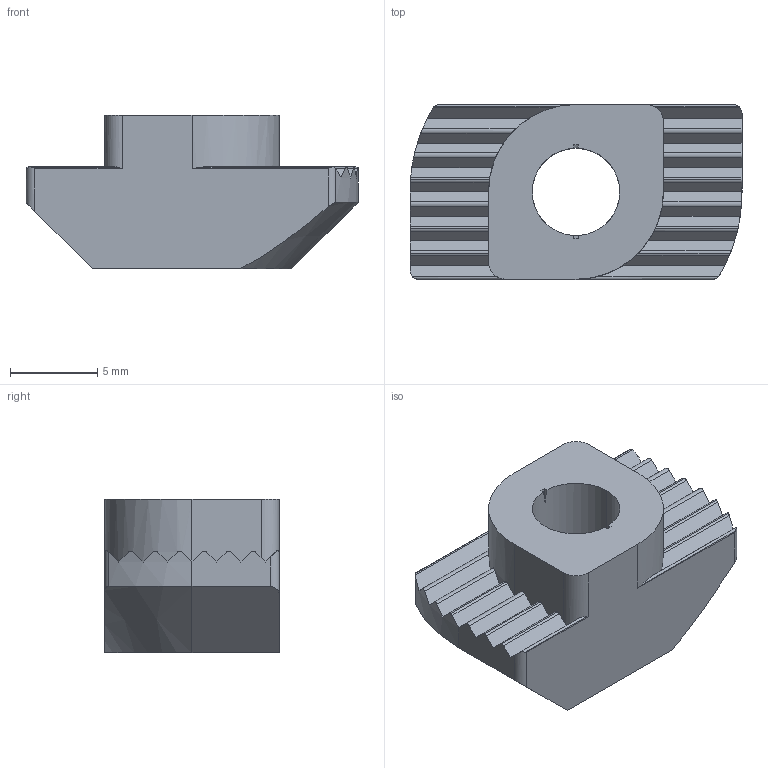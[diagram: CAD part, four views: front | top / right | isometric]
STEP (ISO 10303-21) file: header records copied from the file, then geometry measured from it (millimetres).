
FILE_DESCRIPTION (( 'STEP AP214' ), '1' );
FILE_NAME ('096h10830es07.STEP', '2014-08-29T07:56:17', ( '' ), ( '' ), 'SwSTEP 2.0', 'SolidWorks 2014', '' );
FILE_SCHEMA (( 'AUTOMOTIVE_DESIGN' ));
Length unit declared in the file: millimetre
Products named in the file (1): 096h10830es07
Bounding box: 19 x 10 x 8.8 mm (x, y, z)
Volume: 993.5 mm3; surface area: 855.3 mm2
Topology: 1 solids, 1 shells, 93 faces, 267 edges, 176 vertices
Faces by surface type: plane 51, cylinder 40, cone 2
Entity records: 4186 total; most frequent: CARTESIAN_POINT 870, ORIENTED_EDGE 534, DIRECTION 404, EDGE_CURVE 267, VERTEX_POINT 176, LINE 146, VECTOR 146, AXIS2_PLACEMENT_3D 129
